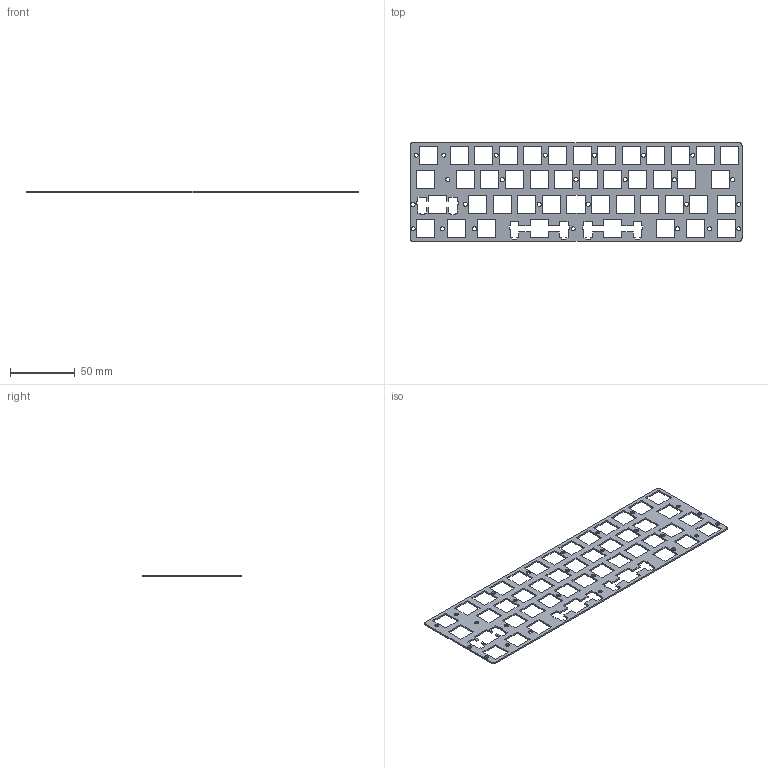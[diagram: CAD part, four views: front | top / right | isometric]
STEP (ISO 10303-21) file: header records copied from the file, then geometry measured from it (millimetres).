
FILE_DESCRIPTION(('KiCad electronic assembly'),'2;1');
FILE_NAME('plate-3D.step','2023-08-23T01:16:23',('Pcbnew'),('Kicad'), 'Open CASCADE STEP processor 7.6','KiCad to STEP converter','Unknown' );
FILE_SCHEMA(('AUTOMOTIVE_DESIGN { 1 0 10303 214 1 1 1 1 }'));
Length unit declared in the file: millimetre
Products named in the file (3): plate-3D 1; plate PCB1; plate PCB2
Assembly tree (2 placements, depth 2):
  plate-3D 1
    plate PCB1
    plate PCB2
Bounding box: 257.18 x 76.2 x 1.18 mm (x, y, z)
Volume: 11629.5 mm3; surface area: 24097.9 mm2
Topology: 1 solids, 1 shells, 352 faces, 1050 edges, 700 vertices
Faces by surface type: plane 326, cylinder 26
Full cylindrical faces by diameter (mm): 3.2 x26
Entity records: 25784 total; most frequent: CARTESIAN_POINT 4517, DIRECTION 3860, LINE 3046, VECTOR 3046, ORIENTED_EDGE 2100, PCURVE 2100, DEFINITIONAL_REPRESENTATION 2100, EDGE_CURVE 1050
